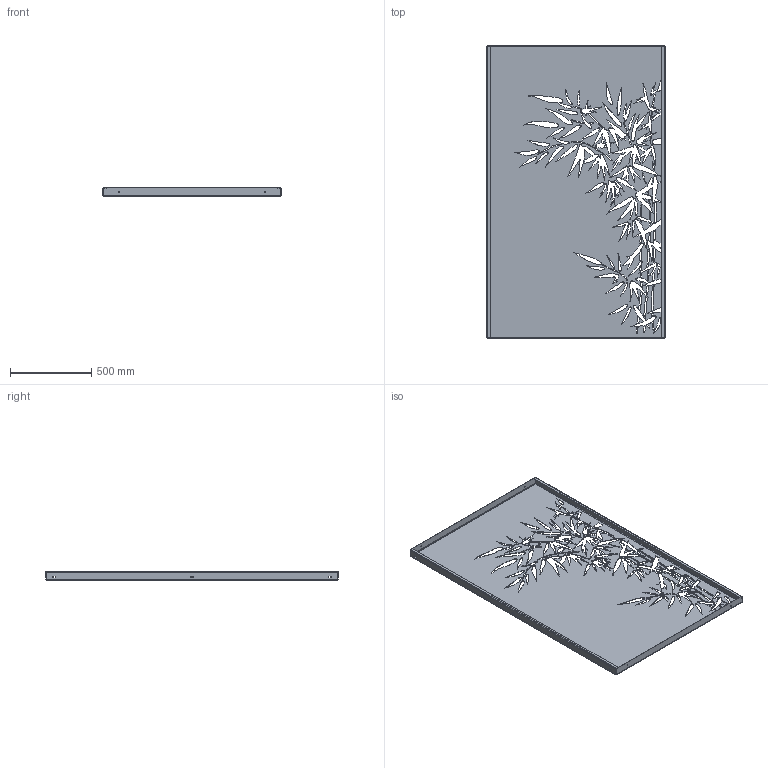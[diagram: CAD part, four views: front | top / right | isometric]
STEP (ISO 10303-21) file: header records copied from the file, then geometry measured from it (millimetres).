
FILE_DESCRIPTION (( 'STEP AP203' ), '1' );
FILE_NAME ('APN01.STEP', '2019-10-18T08:36:21', ( '' ), ( '' ), 'SwSTEP 2.0', 'SolidWorks 2019', '' );
FILE_SCHEMA (( 'CONFIG_CONTROL_DESIGN' ));
Length unit declared in the file: millimetre
Products named in the file (1): APN01
Bounding box: 1100 x 1800 x 50 mm (x, y, z)
Volume: 6167248.9 mm3; surface area: 4263169.6 mm2
Topology: 1 solids, 1 shells, 1885 faces, 5601 edges, 3718 vertices
Faces by surface type: bspline 1569, plane 280, cylinder 36
Entity records: 74863 total; most frequent: CARTESIAN_POINT 34727, ORIENTED_EDGE 11202, EDGE_CURVE 5601, VERTEX_POINT 3718, DIRECTION 3149, B_SPLINE_CURVE_WITH_KNOTS 3142, LINE 2403, VECTOR 2403
